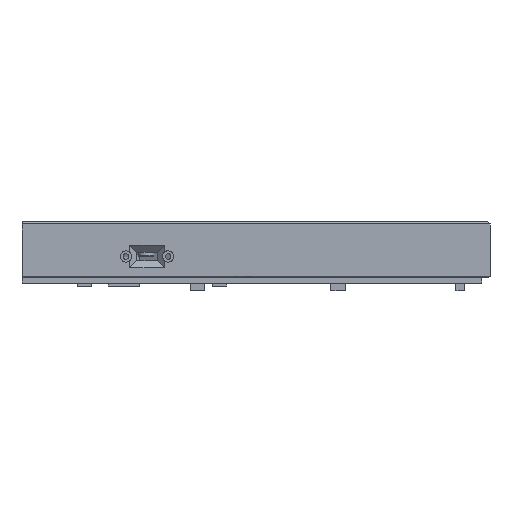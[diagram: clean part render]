
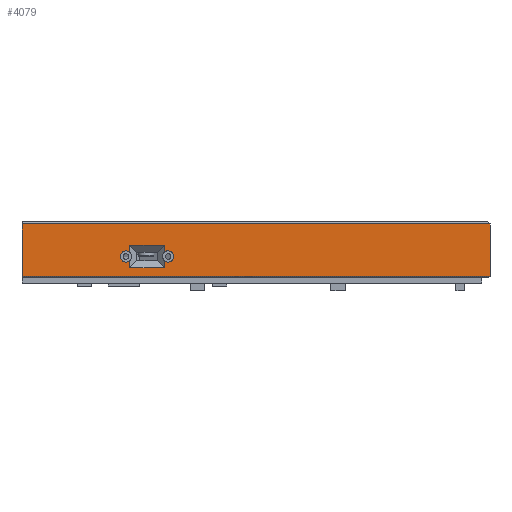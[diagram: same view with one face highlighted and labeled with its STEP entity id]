
A CAD part, front view. The second image highlights one B-rep face of the part: STEP entity #4079.
In plain terms, the highlighted planar face has unit normal (0, -1, 0).
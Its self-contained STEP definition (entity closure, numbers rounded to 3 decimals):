
#62=FACE_BOUND('',#756,.T.);
#340=PLANE('',#4348);
#512=FACE_OUTER_BOUND('',#755,.T.);
#755=EDGE_LOOP('',(#2971,#2972,#2973,#2974,#2975));
#756=EDGE_LOOP('',(#2976,#2977,#2978,#2979,#2980,#2981,#2982,#2983,#2984));
#1052=LINE('',#5901,#1483);
#1054=LINE('',#5905,#1485);
#1055=LINE('',#5907,#1486);
#1056=LINE('',#5909,#1487);
#1057=LINE('',#5910,#1488);
#1058=LINE('',#5913,#1489);
#1059=LINE('',#5919,#1490);
#1060=LINE('',#5921,#1491);
#1061=LINE('',#5923,#1492);
#1062=LINE('',#5927,#1493);
#1063=LINE('',#5928,#1494);
#1483=VECTOR('',#4757,10.);
#1485=VECTOR('',#4761,10.);
#1486=VECTOR('',#4762,10.);
#1487=VECTOR('',#4763,10.);
#1488=VECTOR('',#4764,10.);
#1489=VECTOR('',#4765,10.);
#1490=VECTOR('',#4770,10.);
#1491=VECTOR('',#4771,10.);
#1492=VECTOR('',#4772,10.);
#1493=VECTOR('',#4775,10.);
#1494=VECTOR('',#4776,10.);
#1892=CIRCLE('',#4349,2.);
#1893=CIRCLE('',#4350,2.);
#1894=CIRCLE('',#4351,2.);
#2031=VERTEX_POINT('',#5898);
#2032=VERTEX_POINT('',#5900);
#2033=VERTEX_POINT('',#5904);
#2034=VERTEX_POINT('',#5906);
#2035=VERTEX_POINT('',#5908);
#2036=VERTEX_POINT('',#5911);
#2037=VERTEX_POINT('',#5912);
#2038=VERTEX_POINT('',#5914);
#2039=VERTEX_POINT('',#5916);
#2040=VERTEX_POINT('',#5918);
#2041=VERTEX_POINT('',#5920);
#2042=VERTEX_POINT('',#5922);
#2043=VERTEX_POINT('',#5924);
#2044=VERTEX_POINT('',#5926);
#2404=EDGE_CURVE('',#2031,#2032,#1052,.T.);
#2406=EDGE_CURVE('',#2033,#2031,#1054,.T.);
#2407=EDGE_CURVE('',#2034,#2033,#1055,.T.);
#2408=EDGE_CURVE('',#2035,#2034,#1056,.T.);
#2409=EDGE_CURVE('',#2032,#2035,#1057,.T.);
#2410=EDGE_CURVE('',#2036,#2037,#1058,.T.);
#2411=EDGE_CURVE('',#2036,#2038,#1892,.T.);
#2412=EDGE_CURVE('',#2038,#2039,#1893,.T.);
#2413=EDGE_CURVE('',#2040,#2039,#1059,.T.);
#2414=EDGE_CURVE('',#2041,#2040,#1060,.T.);
#2415=EDGE_CURVE('',#2042,#2041,#1061,.T.);
#2416=EDGE_CURVE('',#2042,#2043,#1894,.T.);
#2417=EDGE_CURVE('',#2044,#2043,#1062,.T.);
#2418=EDGE_CURVE('',#2037,#2044,#1063,.T.);
#2971=ORIENTED_EDGE('',*,*,#2406,.F.);
#2972=ORIENTED_EDGE('',*,*,#2407,.F.);
#2973=ORIENTED_EDGE('',*,*,#2408,.F.);
#2974=ORIENTED_EDGE('',*,*,#2409,.F.);
#2975=ORIENTED_EDGE('',*,*,#2404,.F.);
#2976=ORIENTED_EDGE('',*,*,#2410,.F.);
#2977=ORIENTED_EDGE('',*,*,#2411,.T.);
#2978=ORIENTED_EDGE('',*,*,#2412,.T.);
#2979=ORIENTED_EDGE('',*,*,#2413,.F.);
#2980=ORIENTED_EDGE('',*,*,#2414,.F.);
#2981=ORIENTED_EDGE('',*,*,#2415,.F.);
#2982=ORIENTED_EDGE('',*,*,#2416,.T.);
#2983=ORIENTED_EDGE('',*,*,#2417,.F.);
#2984=ORIENTED_EDGE('',*,*,#2418,.F.);
#4079=ADVANCED_FACE('',(#512,#62),#340,.T.);
#4348=AXIS2_PLACEMENT_3D('',#5903,#4759,#4760);
#4349=AXIS2_PLACEMENT_3D('',#5915,#4766,#4767);
#4350=AXIS2_PLACEMENT_3D('',#5917,#4768,#4769);
#4351=AXIS2_PLACEMENT_3D('',#5925,#4773,#4774);
#4757=DIRECTION('',(1.,0.,0.));
#4759=DIRECTION('center_axis',(0.,-1.,0.));
#4760=DIRECTION('ref_axis',(0.,0.,1.));
#4761=DIRECTION('',(0.,0.,1.));
#4762=DIRECTION('',(-1.,0.,0.));
#4763=DIRECTION('',(0.,0.,-1.));
#4764=DIRECTION('',(0.705,0.,-0.709));
#4765=DIRECTION('',(0.,0.,-1.));
#4766=DIRECTION('center_axis',(0.,1.,0.));
#4767=DIRECTION('ref_axis',(1.,0.,0.));
#4768=DIRECTION('center_axis',(0.,1.,0.));
#4769=DIRECTION('ref_axis',(1.,0.,0.));
#4770=DIRECTION('',(0.,0.,-1.));
#4771=DIRECTION('',(-1.,0.,0.));
#4772=DIRECTION('',(0.,0.,1.));
#4773=DIRECTION('center_axis',(0.,1.,0.));
#4774=DIRECTION('ref_axis',(1.,0.,0.));
#4775=DIRECTION('',(0.,0.,1.));
#4776=DIRECTION('',(1.,0.,0.));
#5898=CARTESIAN_POINT('',(27.842,-7.096,21.04));
#5900=CARTESIAN_POINT('',(194.114,-7.096,21.04));
#5901=CARTESIAN_POINT('',(42.32,-7.096,21.04));
#5903=CARTESIAN_POINT('Origin',(194.12,-7.096,2.));
#5904=CARTESIAN_POINT('',(27.842,-7.096,2.5));
#5905=CARTESIAN_POINT('',(27.842,-7.096,1.737));
#5906=CARTESIAN_POINT('',(194.12,-7.096,2.5));
#5907=CARTESIAN_POINT('',(118.22,-7.096,2.5));
#5908=CARTESIAN_POINT('',(194.12,-7.096,21.034));
#5909=CARTESIAN_POINT('',(194.12,-7.096,22.139));
#5910=CARTESIAN_POINT('',(200.918,-7.096,14.194));
#5911=CARTESIAN_POINT('',(66.13,-7.096,8.025));
#5912=CARTESIAN_POINT('',(66.13,-7.096,5.467));
#5913=CARTESIAN_POINT('',(66.13,-7.096,4.983));
#5914=CARTESIAN_POINT('',(62.779,-7.096,9.5));
#5915=CARTESIAN_POINT('Origin',(64.779,-7.096,9.5));
#5916=CARTESIAN_POINT('',(66.13,-7.096,10.974));
#5917=CARTESIAN_POINT('Origin',(64.779,-7.096,9.5));
#5918=CARTESIAN_POINT('',(66.13,-7.096,13.533));
#5919=CARTESIAN_POINT('',(66.13,-7.096,4.983));
#5920=CARTESIAN_POINT('',(78.427,-7.096,13.533));
#5921=CARTESIAN_POINT('',(131.375,-7.096,13.533));
#5922=CARTESIAN_POINT('',(78.427,-7.096,10.974));
#5923=CARTESIAN_POINT('',(78.427,-7.096,6.516));
#5924=CARTESIAN_POINT('',(78.427,-7.096,8.025));
#5925=CARTESIAN_POINT('Origin',(79.778,-7.096,9.5));
#5926=CARTESIAN_POINT('',(78.427,-7.096,5.467));
#5927=CARTESIAN_POINT('',(78.427,-7.096,6.516));
#5928=CARTESIAN_POINT('',(135.024,-7.096,5.467));
